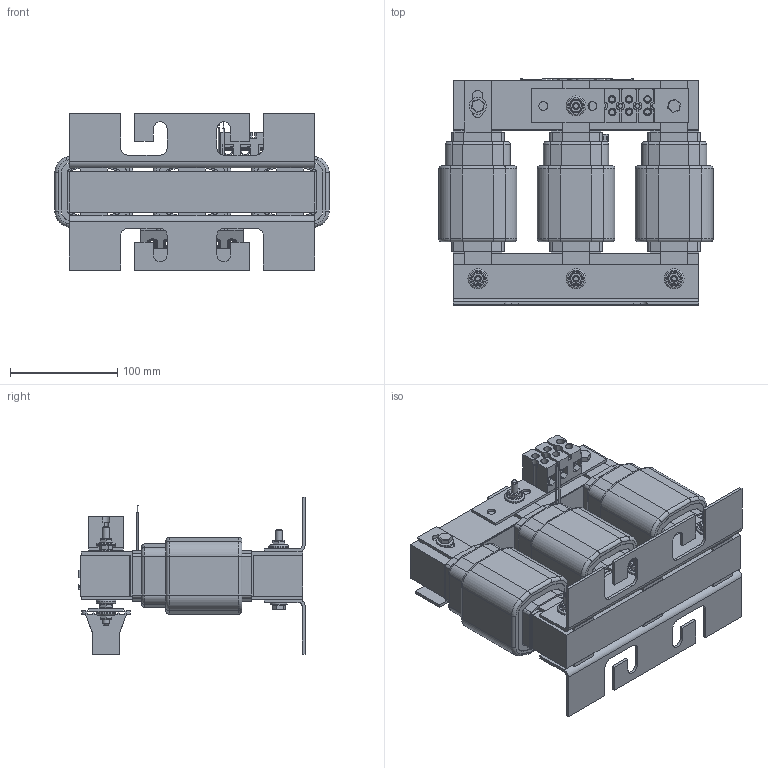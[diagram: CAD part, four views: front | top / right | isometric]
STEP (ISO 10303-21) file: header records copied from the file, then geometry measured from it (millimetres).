
FILE_DESCRIPTION(/* description */ (''),/* implementation_level */ '2;1');
FILE_NAME(/* name */ 'KTRMG35A.stp',/* time_stamp */ '2020-08-03T07:21:38-05:00',/* author */ ('jnelson'),/* organization */ (''),/* preprocessor_version */ 'ST-DEVELOPER v17',/* originating_system */ 'Autodesk Inventor 2019',/* authorisation */ '');
FILE_SCHEMA (('AUTOMOTIVE_DESIGN { 1 0 10303 214 3 1 1 }'));
Length unit declared in the file: inch
Products named in the file (18): KTRMG35A; 24312; 24262; 15133; 23412-1.50; 14518; 19324; 30097- LARGE  BLANK  (REACTOR); 28453; 28453_1; 11923insert-hex head; 11923-1; 11923-HEX SCREW; 31553; 29477-SHORT LEADS; 1763; 1505; 4222
Assembly tree (43 placements, depth 4):
  KTRMG35A
    23412-1.50  x2
    15133  x2
    24312  x3
    24262  x2
    14518
    19324
    4222  x6
    1763  x7
    1505  x8
    30097- LARGE  BLANK  (REACTOR)
    28453
      28453_1
      11923insert-hex head  x3
        11923-1
        11923-HEX SCREW
    31553
    29477-SHORT LEADS
Bounding box: 255.52 x 210.62 x 146.48 mm (x, y, z)
Volume: 2445412.1 mm3; surface area: 674700.2 mm2
Topology: 69 solids, 69 shells, 2307 faces, 5840 edges, 3736 vertices
Faces by surface type: plane 1331, cylinder 709, bspline 166, torus 55, cone 42, sphere 4
Full cylindrical faces by diameter (mm): 0.762 x2, 1.524 x2, 2.425 x2, 2.642 x2, 2.794 x3, 3.962 x5, 3.974 x2, 4.166 x2, 4.496 x3, 4.724 x2, 4.898 x5, 5.08 x12, 5.083 x1, 5.172 x30, 6.124 x5, 6.35 x47, 6.375 x12, 6.379 x1, 6.604 x6, 7.01 x6, 7.137 x7, 7.341 x5, 8.128 x4, 8.738 x6, 9.652 x6, 15.875 x7, 18.491 x8
Entity records: 48286 total; most frequent: CARTESIAN_POINT 11900, ORIENTED_EDGE 7520, DIRECTION 6834, EDGE_CURVE 3760, LINE 2652, VECTOR 2652, VERTEX_POINT 2461, AXIS2_PLACEMENT_3D 2091
